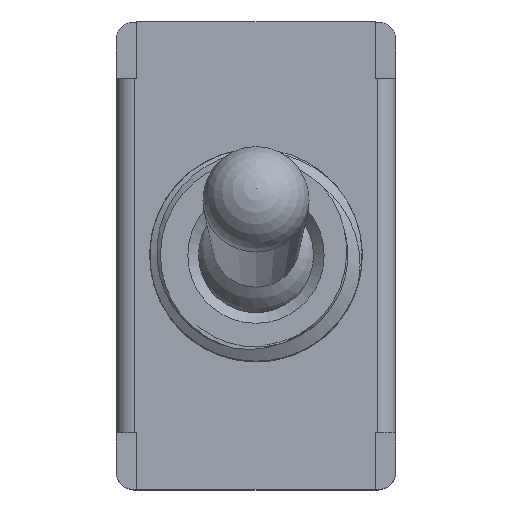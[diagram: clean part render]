
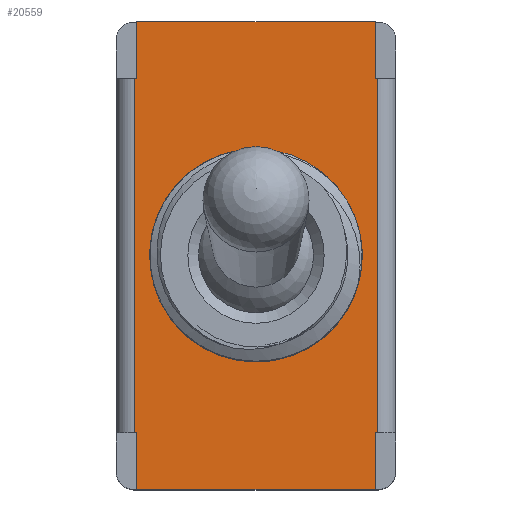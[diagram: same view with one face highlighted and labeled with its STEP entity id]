
A CAD part, top view. The second image highlights one B-rep face of the part: STEP entity #20559.
In plain terms, the highlighted face is planar.
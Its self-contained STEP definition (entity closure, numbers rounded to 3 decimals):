
#100=FACE_BOUND('',#3341,.T.);
#391=PLANE('',#22021);
#1006=CIRCLE('',#22022,3.);
#2194=FACE_OUTER_BOUND('',#3340,.T.);
#3340=EDGE_LOOP('',(#15319,#15320,#15321,#15322,#15323,#15324,#15325,#15326,
#15327,#15328,#15329,#15330));
#3341=EDGE_LOOP('',(#15331));
#4859=LINE('',#62789,#6786);
#4875=LINE('',#62851,#6802);
#4876=LINE('',#62853,#6803);
#4877=LINE('',#62855,#6804);
#4878=LINE('',#62857,#6805);
#4879=LINE('',#62859,#6806);
#4880=LINE('',#62861,#6807);
#4881=LINE('',#62863,#6808);
#4882=LINE('',#62865,#6809);
#4883=LINE('',#62866,#6810);
#4884=LINE('',#62868,#6811);
#4885=LINE('',#62869,#6812);
#6786=VECTOR('',#25424,1.);
#6802=VECTOR('',#25480,1.);
#6803=VECTOR('',#25481,1.);
#6804=VECTOR('',#25482,1.);
#6805=VECTOR('',#25483,1.);
#6806=VECTOR('',#25484,1.);
#6807=VECTOR('',#25485,1.);
#6808=VECTOR('',#25486,1.);
#6809=VECTOR('',#25487,1.);
#6810=VECTOR('',#25488,1.);
#6811=VECTOR('',#25489,1.);
#6812=VECTOR('',#25490,1.);
#8769=VERTEX_POINT('',#62786);
#8770=VERTEX_POINT('',#62788);
#8779=VERTEX_POINT('',#62849);
#8780=VERTEX_POINT('',#62850);
#8781=VERTEX_POINT('',#62852);
#8782=VERTEX_POINT('',#62854);
#8783=VERTEX_POINT('',#62856);
#8784=VERTEX_POINT('',#62858);
#8785=VERTEX_POINT('',#62860);
#8786=VERTEX_POINT('',#62862);
#8787=VERTEX_POINT('',#62864);
#8788=VERTEX_POINT('',#62867);
#8789=VERTEX_POINT('',#62870);
#11177=EDGE_CURVE('',#8769,#8770,#4859,.T.);
#11202=EDGE_CURVE('',#8779,#8780,#4875,.T.);
#11203=EDGE_CURVE('',#8780,#8781,#4876,.T.);
#11204=EDGE_CURVE('',#8781,#8782,#4877,.T.);
#11205=EDGE_CURVE('',#8783,#8782,#4878,.T.);
#11206=EDGE_CURVE('',#8783,#8784,#4879,.T.);
#11207=EDGE_CURVE('',#8784,#8785,#4880,.T.);
#11208=EDGE_CURVE('',#8785,#8786,#4881,.T.);
#11209=EDGE_CURVE('',#8786,#8787,#4882,.T.);
#11210=EDGE_CURVE('',#8787,#8770,#4883,.T.);
#11211=EDGE_CURVE('',#8769,#8788,#4884,.T.);
#11212=EDGE_CURVE('',#8788,#8779,#4885,.T.);
#11213=EDGE_CURVE('',#8789,#8789,#1006,.F.);
#15319=ORIENTED_EDGE('',*,*,#11202,.T.);
#15320=ORIENTED_EDGE('',*,*,#11203,.T.);
#15321=ORIENTED_EDGE('',*,*,#11204,.T.);
#15322=ORIENTED_EDGE('',*,*,#11205,.F.);
#15323=ORIENTED_EDGE('',*,*,#11206,.T.);
#15324=ORIENTED_EDGE('',*,*,#11207,.T.);
#15325=ORIENTED_EDGE('',*,*,#11208,.T.);
#15326=ORIENTED_EDGE('',*,*,#11209,.T.);
#15327=ORIENTED_EDGE('',*,*,#11210,.T.);
#15328=ORIENTED_EDGE('',*,*,#11177,.F.);
#15329=ORIENTED_EDGE('',*,*,#11211,.T.);
#15330=ORIENTED_EDGE('',*,*,#11212,.T.);
#15331=ORIENTED_EDGE('',*,*,#11213,.T.);
#20559=ADVANCED_FACE('',(#2194,#100),#391,.T.);
#22021=AXIS2_PLACEMENT_3D('',#62848,#25478,#25479);
#22022=AXIS2_PLACEMENT_3D('',#62871,#25491,#25492);
#25424=DIRECTION('',(0.,0.,-1.));
#25478=DIRECTION('center_axis',(0.,-1.,0.));
#25479=DIRECTION('ref_axis',(1.,0.,0.));
#25480=DIRECTION('',(-1.,0.,0.));
#25481=DIRECTION('',(0.,0.,-1.));
#25482=DIRECTION('',(-1.,0.,0.));
#25483=DIRECTION('',(0.,0.,1.));
#25484=DIRECTION('',(1.,0.,0.));
#25485=DIRECTION('',(0.,0.,-1.));
#25486=DIRECTION('',(1.,0.,0.));
#25487=DIRECTION('',(0.,0.,1.));
#25488=DIRECTION('',(1.,0.,0.));
#25489=DIRECTION('',(-1.,0.,0.));
#25490=DIRECTION('',(0.,0.,1.));
#25491=DIRECTION('center_axis',(0.,-1.,0.));
#25492=DIRECTION('ref_axis',(1.,0.,0.));
#62786=CARTESIAN_POINT('',(3.44,0.,5.));
#62788=CARTESIAN_POINT('',(3.44,0.,-5.));
#62789=CARTESIAN_POINT('',(3.44,0.,5.));
#62848=CARTESIAN_POINT('Origin',(0.,0.,0.));
#62849=CARTESIAN_POINT('',(3.37,0.,6.6));
#62850=CARTESIAN_POINT('',(-3.37,0.,6.6));
#62851=CARTESIAN_POINT('',(3.37,0.,6.6));
#62852=CARTESIAN_POINT('',(-3.37,0.,5.));
#62853=CARTESIAN_POINT('',(-3.37,0.,6.6));
#62854=CARTESIAN_POINT('',(-3.44,0.,5.));
#62855=CARTESIAN_POINT('',(-3.37,0.,5.));
#62856=CARTESIAN_POINT('',(-3.44,0.,-5.));
#62857=CARTESIAN_POINT('',(-3.44,0.,-5.));
#62858=CARTESIAN_POINT('',(-3.37,0.,-5.));
#62859=CARTESIAN_POINT('',(-3.44,0.,-5.));
#62860=CARTESIAN_POINT('',(-3.37,0.,-6.6));
#62861=CARTESIAN_POINT('',(-3.37,0.,-5.));
#62862=CARTESIAN_POINT('',(3.37,0.,-6.6));
#62863=CARTESIAN_POINT('',(-3.37,0.,-6.6));
#62864=CARTESIAN_POINT('',(3.37,0.,-5.));
#62865=CARTESIAN_POINT('',(3.37,0.,-6.6));
#62866=CARTESIAN_POINT('',(3.37,0.,-5.));
#62867=CARTESIAN_POINT('',(3.37,0.,5.));
#62868=CARTESIAN_POINT('',(3.44,0.,5.));
#62869=CARTESIAN_POINT('',(3.37,0.,5.));
#62870=CARTESIAN_POINT('',(-3.,0.,0.));
#62871=CARTESIAN_POINT('Origin',(0.,0.,0.));
